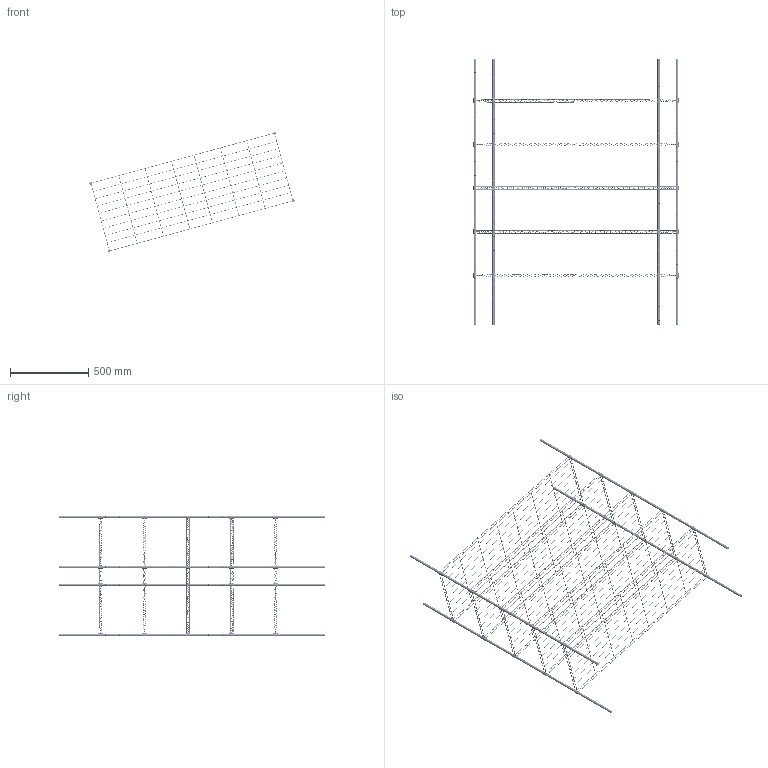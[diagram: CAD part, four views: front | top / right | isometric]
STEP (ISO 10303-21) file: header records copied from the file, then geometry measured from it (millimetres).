
FILE_DESCRIPTION (( 'STEP AP203' ), '1' );
FILE_NAME ('Rack Assembly.STEP', '2017-03-02T16:03:17', ( 'aaa' ), ( '' ), 'SwSTEP 2.0', 'SolidWorks 2015', '' );
FILE_SCHEMA (( 'CONFIG_CONTROL_DESIGN' ));
Length unit declared in the file: millimetre
Products named in the file (3): Leg; Tier; Rack Assembly
Assembly tree (9 placements, depth 2):
  Rack Assembly
    Leg  x4
    Tier  x5
Bounding box: 1315.38 x 1700 x 775.36 mm (x, y, z)
Volume: 1841060.3 mm3; surface area: 1300381.3 mm2
Topology: 64 solids, 64 shells, 5044 faces, 11048 edges, 6172 vertices
Faces by surface type: torus 2352, cylinder 2152, plane 372, bspline 160, cone 8
Entity records: 36061 total; most frequent: CARTESIAN_POINT 11488, DIRECTION 5702, ORIENTED_EDGE 4696, AXIS2_PLACEMENT_3D 2587, EDGE_CURVE 2348, CIRCLE 1528, VERTEX_POINT 1305, EDGE_LOOP 1193
